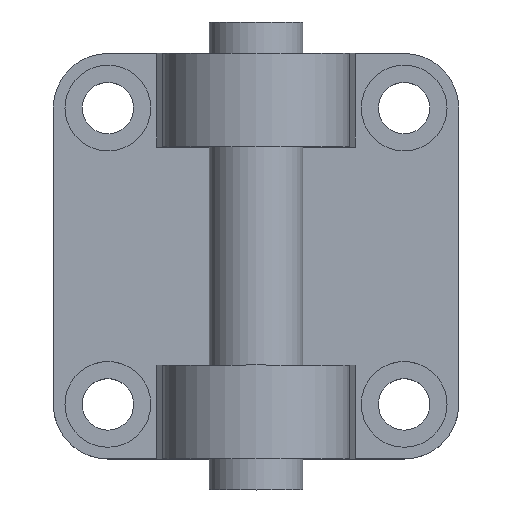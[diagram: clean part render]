
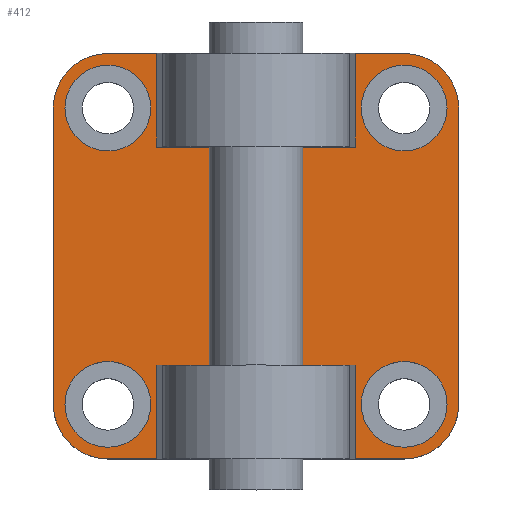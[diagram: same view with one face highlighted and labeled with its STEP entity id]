
A CAD part, top view. The second image highlights one B-rep face of the part: STEP entity #412.
In plain terms, the highlighted planar face has unit normal (0, 0, 1).
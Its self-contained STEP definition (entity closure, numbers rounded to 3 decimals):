
#151=CARTESIAN_POINT('',(-26.,19.,9.0));
#152=VERTEX_POINT('',#151);
#153=CARTESIAN_POINT('',(-19.,26.,9.0));
#154=VERTEX_POINT('',#153);
#155=CARTESIAN_POINT('',(-19.,19.,9.0));
#156=DIRECTION('',(0.0,0.0,-1.));
#157=DIRECTION('',(-0.707,0.707,0.0));
#158=AXIS2_PLACEMENT_3D('',#155,#156,#157);
#159=CIRCLE('',#158,7.0);
#160=EDGE_CURVE('',#152,#154,#159,.T.);
#194=CARTESIAN_POINT('',(-12.71,26.0,9.0));
#195=VERTEX_POINT('',#194);
#196=CARTESIAN_POINT('',(-19.,26.,9.0));
#197=DIRECTION('',(1.0,0.0,0.0));
#198=VECTOR('',#197,6.29);
#199=LINE('',#196,#198);
#200=EDGE_CURVE('',#154,#195,#199,.T.);
#219=CARTESIAN_POINT('',(12.71,26.0,9.0));
#220=VERTEX_POINT('',#219);
#227=CARTESIAN_POINT('',(19.,26.,9.0));
#228=VERTEX_POINT('',#227);
#229=CARTESIAN_POINT('',(12.71,26.0,9.0));
#230=DIRECTION('',(1.0,0.0,0.0));
#231=VECTOR('',#230,6.29);
#232=LINE('',#229,#231);
#233=EDGE_CURVE('',#220,#228,#232,.T.);
#255=CARTESIAN_POINT('',(0.0,0.0,9.0));
#256=DIRECTION('',(0.0,0.0,1.0));
#257=DIRECTION('',(1.0,0.0,0.0));
#258=AXIS2_PLACEMENT_3D('',#255,#256,#257);
#259=PLANE('',#258);
#260=ORIENTED_EDGE('',*,*,#160,.F.);
#261=CARTESIAN_POINT('',(-26.,-19.,9.0));
#262=VERTEX_POINT('',#261);
#263=CARTESIAN_POINT('',(-26.,-19.,9.0));
#264=DIRECTION('',(0.0,1.0,0.0));
#265=VECTOR('',#264,38.);
#266=LINE('',#263,#265);
#267=EDGE_CURVE('',#262,#152,#266,.T.);
#268=ORIENTED_EDGE('',*,*,#267,.F.);
#269=CARTESIAN_POINT('',(-19.,-26.,9.0));
#270=VERTEX_POINT('',#269);
#271=CARTESIAN_POINT('',(-19.,-19.,9.0));
#272=DIRECTION('',(0.0,0.0,-1.));
#273=DIRECTION('',(-0.707,-0.707,0.0));
#274=AXIS2_PLACEMENT_3D('',#271,#272,#273);
#275=CIRCLE('',#274,7.0);
#276=EDGE_CURVE('',#270,#262,#275,.T.);
#277=ORIENTED_EDGE('',*,*,#276,.F.);
#278=CARTESIAN_POINT('',(-12.71,-26.0,9.0));
#279=VERTEX_POINT('',#278);
#280=CARTESIAN_POINT('',(-12.71,-26.0,9.0));
#281=DIRECTION('',(-1.0,0.0,0.0));
#282=VECTOR('',#281,6.29);
#283=LINE('',#280,#282);
#284=EDGE_CURVE('',#279,#270,#283,.T.);
#285=ORIENTED_EDGE('',*,*,#284,.F.);
#286=CARTESIAN_POINT('',(-12.71,-14.,9.));
#287=VERTEX_POINT('',#286);
#288=CARTESIAN_POINT('',(-12.71,-26.0,9.0));
#289=DIRECTION('',(0.0,1.0,0.0));
#290=VECTOR('',#289,12.);
#291=LINE('',#288,#290);
#292=EDGE_CURVE('',#279,#287,#291,.T.);
#293=ORIENTED_EDGE('',*,*,#292,.T.);
#294=CARTESIAN_POINT('',(12.71,-14.,9.));
#295=VERTEX_POINT('',#294);
#296=CARTESIAN_POINT('',(12.71,-14.,9.));
#297=DIRECTION('',(-1.0,0.0,0.0));
#298=VECTOR('',#297,25.42);
#299=LINE('',#296,#298);
#300=EDGE_CURVE('',#295,#287,#299,.T.);
#301=ORIENTED_EDGE('',*,*,#300,.F.);
#302=CARTESIAN_POINT('',(12.71,-26.0,9.0));
#303=VERTEX_POINT('',#302);
#304=CARTESIAN_POINT('',(12.71,-14.,9.));
#305=DIRECTION('',(0.0,-1.0,0.0));
#306=VECTOR('',#305,12.);
#307=LINE('',#304,#306);
#308=EDGE_CURVE('',#295,#303,#307,.T.);
#309=ORIENTED_EDGE('',*,*,#308,.T.);
#310=CARTESIAN_POINT('',(19.,-26.,9.0));
#311=VERTEX_POINT('',#310);
#312=CARTESIAN_POINT('',(19.,-26.,9.0));
#313=DIRECTION('',(-1.0,0.0,0.0));
#314=VECTOR('',#313,6.29);
#315=LINE('',#312,#314);
#316=EDGE_CURVE('',#311,#303,#315,.T.);
#317=ORIENTED_EDGE('',*,*,#316,.F.);
#318=CARTESIAN_POINT('',(26.,-19.,9.0));
#319=VERTEX_POINT('',#318);
#320=CARTESIAN_POINT('',(19.,-19.,9.0));
#321=DIRECTION('',(0.0,0.0,-1.));
#322=DIRECTION('',(0.707,-0.707,0.0));
#323=AXIS2_PLACEMENT_3D('',#320,#321,#322);
#324=CIRCLE('',#323,7.0);
#325=EDGE_CURVE('',#319,#311,#324,.T.);
#326=ORIENTED_EDGE('',*,*,#325,.F.);
#327=CARTESIAN_POINT('',(26.,19.,9.0));
#328=VERTEX_POINT('',#327);
#329=CARTESIAN_POINT('',(26.,19.,9.0));
#330=DIRECTION('',(0.0,-1.0,0.0));
#331=VECTOR('',#330,38.);
#332=LINE('',#329,#331);
#333=EDGE_CURVE('',#328,#319,#332,.T.);
#334=ORIENTED_EDGE('',*,*,#333,.F.);
#335=CARTESIAN_POINT('',(19.,19.,9.0));
#336=DIRECTION('',(0.0,0.0,-1.));
#337=DIRECTION('',(0.707,0.707,0.0));
#338=AXIS2_PLACEMENT_3D('',#335,#336,#337);
#339=CIRCLE('',#338,7.0);
#340=EDGE_CURVE('',#228,#328,#339,.T.);
#341=ORIENTED_EDGE('',*,*,#340,.F.);
#342=ORIENTED_EDGE('',*,*,#233,.F.);
#343=CARTESIAN_POINT('',(12.71,14.,9.));
#344=VERTEX_POINT('',#343);
#345=CARTESIAN_POINT('',(12.71,26.0,9.0));
#346=DIRECTION('',(0.0,-1.0,0.0));
#347=VECTOR('',#346,12.);
#348=LINE('',#345,#347);
#349=EDGE_CURVE('',#220,#344,#348,.T.);
#350=ORIENTED_EDGE('',*,*,#349,.T.);
#351=CARTESIAN_POINT('',(-12.71,14.,9.));
#352=VERTEX_POINT('',#351);
#353=CARTESIAN_POINT('',(12.71,14.,9.));
#354=DIRECTION('',(-1.0,0.0,0.0));
#355=VECTOR('',#354,25.42);
#356=LINE('',#353,#355);
#357=EDGE_CURVE('',#344,#352,#356,.T.);
#358=ORIENTED_EDGE('',*,*,#357,.T.);
#359=CARTESIAN_POINT('',(-12.71,14.,9.));
#360=DIRECTION('',(0.0,1.0,0.0));
#361=VECTOR('',#360,12.);
#362=LINE('',#359,#361);
#363=EDGE_CURVE('',#352,#195,#362,.T.);
#364=ORIENTED_EDGE('',*,*,#363,.T.);
#365=ORIENTED_EDGE('',*,*,#200,.F.);
#366=EDGE_LOOP('',(#260,#268,#277,#285,#293,#301,#309,#317,#326,#334,#341,#342,#350,#358,#364,#365));
#367=FACE_OUTER_BOUND('',#366,.T.);
#368=CARTESIAN_POINT('',(24.5,-19.,9.0));
#369=VERTEX_POINT('',#368);
#370=CARTESIAN_POINT('',(19.,-19.,9.0));
#371=DIRECTION('',(0.0,0.0,-1.0));
#372=DIRECTION('',(1.0,0.0,0.0));
#373=AXIS2_PLACEMENT_3D('',#370,#371,#372);
#374=CIRCLE('',#373,5.5);
#375=EDGE_CURVE('',#369,#369,#374,.T.);
#376=ORIENTED_EDGE('',*,*,#375,.T.);
#377=EDGE_LOOP('',(#376));
#378=FACE_BOUND('',#377,.T.);
#379=CARTESIAN_POINT('',(24.5,19.,9.0));
#380=VERTEX_POINT('',#379);
#381=CARTESIAN_POINT('',(19.,19.,9.0));
#382=DIRECTION('',(0.0,0.0,-1.0));
#383=DIRECTION('',(1.0,0.0,0.0));
#384=AXIS2_PLACEMENT_3D('',#381,#382,#383);
#385=CIRCLE('',#384,5.5);
#386=EDGE_CURVE('',#380,#380,#385,.T.);
#387=ORIENTED_EDGE('',*,*,#386,.T.);
#388=EDGE_LOOP('',(#387));
#389=FACE_BOUND('',#388,.T.);
#390=CARTESIAN_POINT('',(-13.5,19.0,9.0));
#391=VERTEX_POINT('',#390);
#392=CARTESIAN_POINT('',(-19.,19.0,9.0));
#393=DIRECTION('',(0.0,0.0,-1.0));
#394=DIRECTION('',(1.0,0.0,0.0));
#395=AXIS2_PLACEMENT_3D('',#392,#393,#394);
#396=CIRCLE('',#395,5.5);
#397=EDGE_CURVE('',#391,#391,#396,.T.);
#398=ORIENTED_EDGE('',*,*,#397,.T.);
#399=EDGE_LOOP('',(#398));
#400=FACE_BOUND('',#399,.T.);
#401=CARTESIAN_POINT('',(-13.5,-19.0,9.0));
#402=VERTEX_POINT('',#401);
#403=CARTESIAN_POINT('',(-19.,-19.0,9.0));
#404=DIRECTION('',(0.0,0.0,-1.0));
#405=DIRECTION('',(1.0,0.0,0.0));
#406=AXIS2_PLACEMENT_3D('',#403,#404,#405);
#407=CIRCLE('',#406,5.5);
#408=EDGE_CURVE('',#402,#402,#407,.T.);
#409=ORIENTED_EDGE('',*,*,#408,.T.);
#410=EDGE_LOOP('',(#409));
#411=FACE_BOUND('',#410,.T.);
#412=ADVANCED_FACE('',(#367,#378,#389,#400,#411),#259,.T.);
